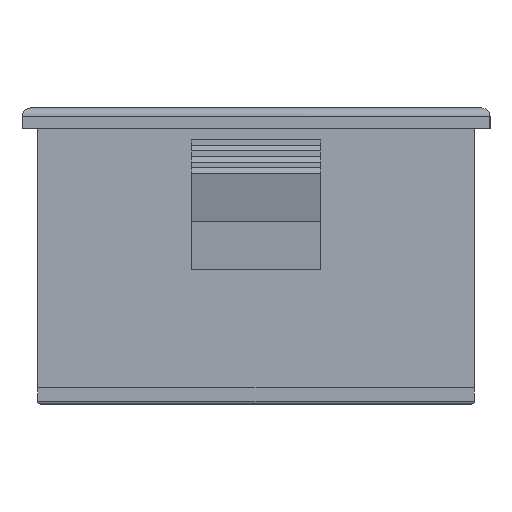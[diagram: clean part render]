
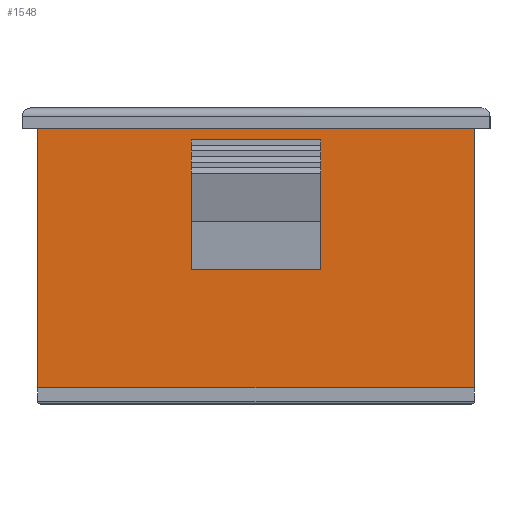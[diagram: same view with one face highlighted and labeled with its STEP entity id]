
A CAD part, left-side view. The second image highlights one B-rep face of the part: STEP entity #1548.
In plain terms, the highlighted planar face has unit normal (-1, 0, 0).
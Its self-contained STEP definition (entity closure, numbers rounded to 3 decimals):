
#40 = CARTESIAN_POINT ( 'NONE',  ( -36., 19.6, -25.12 ) ) ;
#57 = DIRECTION ( 'NONE',  ( 0., 1., 0. ) ) ;
#525 = VERTEX_POINT ( 'NONE', #40 ) ;
#666 = VECTOR ( 'NONE', #5190, 1000. ) ;
#857 = VERTEX_POINT ( 'NONE', #10533 ) ;
#943 = EDGE_CURVE ( 'NONE', #10399, #525, #974, .T. ) ;
#947 = LINE ( 'NONE', #6930, #666 ) ;
#974 = LINE ( 'NONE', #4580, #1545 ) ;
#1171 = LINE ( 'NONE', #6548, #11495 ) ;
#1232 = CARTESIAN_POINT ( 'NONE',  ( -36., 19.6, -25.12 ) ) ;
#1358 = DIRECTION ( 'NONE',  ( 0., 1., 0. ) ) ;
#1494 = ORIENTED_EDGE ( 'NONE', *, *, #8293, .F. ) ;
#1545 = VECTOR ( 'NONE', #57, 1000. ) ;
#1548 = ADVANCED_FACE ( 'NONE', ( #8079, #4456 ), #2165, .F. ) ;
#1585 = VECTOR ( 'NONE', #1358, 1000. ) ;
#1759 = LINE ( 'NONE', #7439, #3020 ) ;
#1774 = VERTEX_POINT ( 'NONE', #11355 ) ;
#1821 = EDGE_CURVE ( 'NONE', #8879, #10873, #947, .T. ) ;
#1891 = CARTESIAN_POINT ( 'NONE',  ( -36., 5.8, -14.52 ) ) ;
#1907 = CARTESIAN_POINT ( 'NONE',  ( -36., -5.8, -13.67 ) ) ;
#2165 = PLANE ( 'NONE',  #9275 ) ;
#2232 = DIRECTION ( 'NONE',  ( 0., 0., -1. ) ) ;
#2465 = ORIENTED_EDGE ( 'NONE', *, *, #9404, .F. ) ;
#2493 = ORIENTED_EDGE ( 'NONE', *, *, #1821, .T. ) ;
#2859 = VERTEX_POINT ( 'NONE', #1891 ) ;
#3020 = VECTOR ( 'NONE', #2232, 1000. ) ;
#3346 = CARTESIAN_POINT ( 'NONE',  ( -36., 5.8, -14.52 ) ) ;
#3733 = DIRECTION ( 'NONE',  ( 0., 0., 1. ) ) ;
#3959 = LINE ( 'NONE', #6748, #1585 ) ;
#4115 = EDGE_CURVE ( 'NONE', #10243, #857, #1759, .T. ) ;
#4401 = EDGE_CURVE ( 'NONE', #525, #10873, #8709, .T. ) ;
#4456 = FACE_BOUND ( 'NONE', #9575, .T. ) ;
#4580 = CARTESIAN_POINT ( 'NONE',  ( -36., 19.6, -25.12 ) ) ;
#5190 = DIRECTION ( 'NONE',  ( 0., 1., 0. ) ) ;
#5221 = ORIENTED_EDGE ( 'NONE', *, *, #943, .F. ) ;
#5270 = DIRECTION ( 'NONE',  ( 0., 0., 1. ) ) ;
#5509 = EDGE_CURVE ( 'NONE', #857, #2859, #3959, .T. ) ;
#5949 = LINE ( 'NONE', #11381, #7650 ) ;
#5976 = LINE ( 'NONE', #3346, #9571 ) ;
#6369 = VECTOR ( 'NONE', #5270, 1000. ) ;
#6548 = CARTESIAN_POINT ( 'NONE',  ( -36., -19.6, -25.12 ) ) ;
#6748 = CARTESIAN_POINT ( 'NONE',  ( -36., -5.8, -14.52 ) ) ;
#6930 = CARTESIAN_POINT ( 'NONE',  ( -36., 19.6, -1.86 ) ) ;
#6967 = CARTESIAN_POINT ( 'NONE',  ( -36., 19.6, -25.12 ) ) ;
#7298 = ORIENTED_EDGE ( 'NONE', *, *, #4401, .F. ) ;
#7439 = CARTESIAN_POINT ( 'NONE',  ( -36., -5.8, -14.52 ) ) ;
#7650 = VECTOR ( 'NONE', #7741, 1000. ) ;
#7741 = DIRECTION ( 'NONE',  ( 0., 1., 0. ) ) ;
#7923 = EDGE_LOOP ( 'NONE', ( #2493, #7298, #5221, #9865 ) ) ;
#8079 = FACE_OUTER_BOUND ( 'NONE', #7923, .T. ) ;
#8283 = CARTESIAN_POINT ( 'NONE',  ( -36., 19.6, -1.86 ) ) ;
#8293 = EDGE_CURVE ( 'NONE', #1774, #2859, #5976, .T. ) ;
#8439 = DIRECTION ( 'NONE',  ( 1., 0., 0. ) ) ;
#8709 = LINE ( 'NONE', #6967, #6369 ) ;
#8845 = CARTESIAN_POINT ( 'NONE',  ( -36., -19.6, -1.86 ) ) ;
#8879 = VERTEX_POINT ( 'NONE', #8845 ) ;
#9009 = ORIENTED_EDGE ( 'NONE', *, *, #5509, .T. ) ;
#9275 = AXIS2_PLACEMENT_3D ( 'NONE', #1232, #8439, #10065 ) ;
#9404 = EDGE_CURVE ( 'NONE', #10243, #1774, #5949, .T. ) ;
#9571 = VECTOR ( 'NONE', #10468, 1000. ) ;
#9575 = EDGE_LOOP ( 'NONE', ( #10519, #9009, #1494, #2465 ) ) ;
#9865 = ORIENTED_EDGE ( 'NONE', *, *, #10877, .T. ) ;
#10065 = DIRECTION ( 'NONE',  ( 0., 1., 0. ) ) ;
#10243 = VERTEX_POINT ( 'NONE', #1907 ) ;
#10399 = VERTEX_POINT ( 'NONE', #10988 ) ;
#10468 = DIRECTION ( 'NONE',  ( 0., 0., -1. ) ) ;
#10519 = ORIENTED_EDGE ( 'NONE', *, *, #4115, .T. ) ;
#10533 = CARTESIAN_POINT ( 'NONE',  ( -36., -5.8, -14.52 ) ) ;
#10873 = VERTEX_POINT ( 'NONE', #8283 ) ;
#10877 = EDGE_CURVE ( 'NONE', #10399, #8879, #1171, .T. ) ;
#10988 = CARTESIAN_POINT ( 'NONE',  ( -36., -19.6, -25.12 ) ) ;
#11355 = CARTESIAN_POINT ( 'NONE',  ( -36., 5.8, -13.67 ) ) ;
#11381 = CARTESIAN_POINT ( 'NONE',  ( -36., -5.8, -13.67 ) ) ;
#11495 = VECTOR ( 'NONE', #3733, 1000. ) ;
